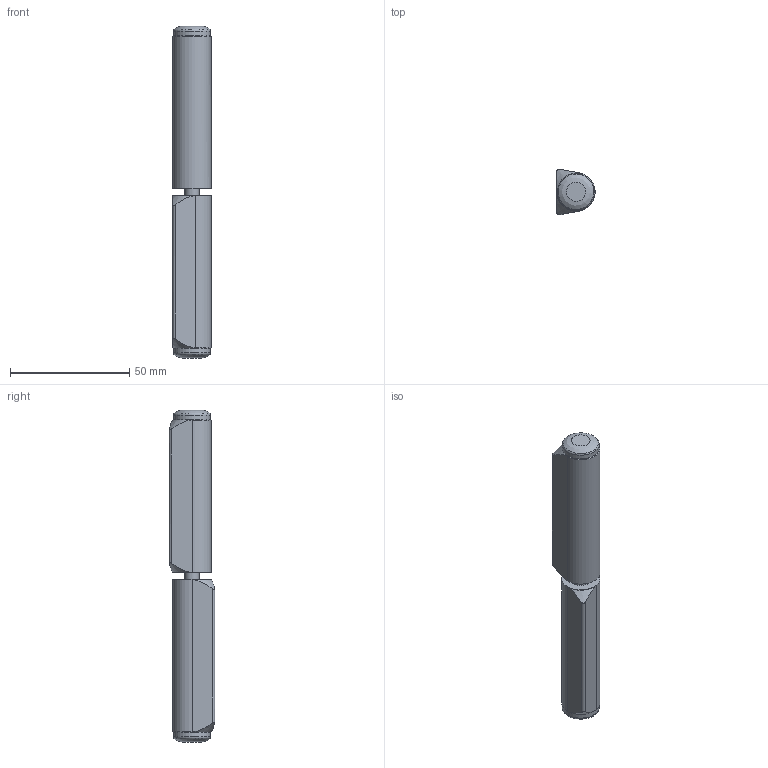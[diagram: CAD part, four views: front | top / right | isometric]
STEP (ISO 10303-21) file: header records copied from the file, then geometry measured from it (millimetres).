
FILE_DESCRIPTION(/* description */ ('572-140 FUTURA - CERNIERA'),/* implementation_level */ '2;1');
FILE_NAME(/* name */ '11616114.stp',/* time_stamp */ '2023-11-30T14:31:52+01:00',/* author */ ('gcocco'),/* organization */ (''),/* preprocessor_version */ 'ST-DEVELOPER v19.2',/* originating_system */ 'Autodesk Inventor 2023',/* authorisation */ '');
FILE_SCHEMA (('AUTOMOTIVE_DESIGN { 1 0 10303 214 3 1 1 }'));
Length unit declared in the file: millimetre
Products named in the file (3): 570; 22901605; 21800136
Assembly tree (3 placements, depth 2):
  570
    22901605  x2
    21800136
Bounding box: 16 x 18.97 x 139 mm (x, y, z)
Volume: 22690.4 mm3; surface area: 11897.3 mm2
Topology: 3 solids, 3 shells, 38 faces, 81 edges, 53 vertices
Faces by surface type: plane 14, cylinder 12, cone 7, torus 3, bspline 2
Full cylindrical faces by diameter (mm): 5.2 x1, 5.9 x1, 6 x1, 6.1 x1, 9.4 x2, 15.5 x2, 16 x2
Entity records: 829 total; most frequent: CARTESIAN_POINT 183, DIRECTION 129, ORIENTED_EDGE 100, AXIS2_PLACEMENT_3D 57, EDGE_CURVE 50, VERTEX_POINT 32, EDGE_LOOP 28, CIRCLE 27
